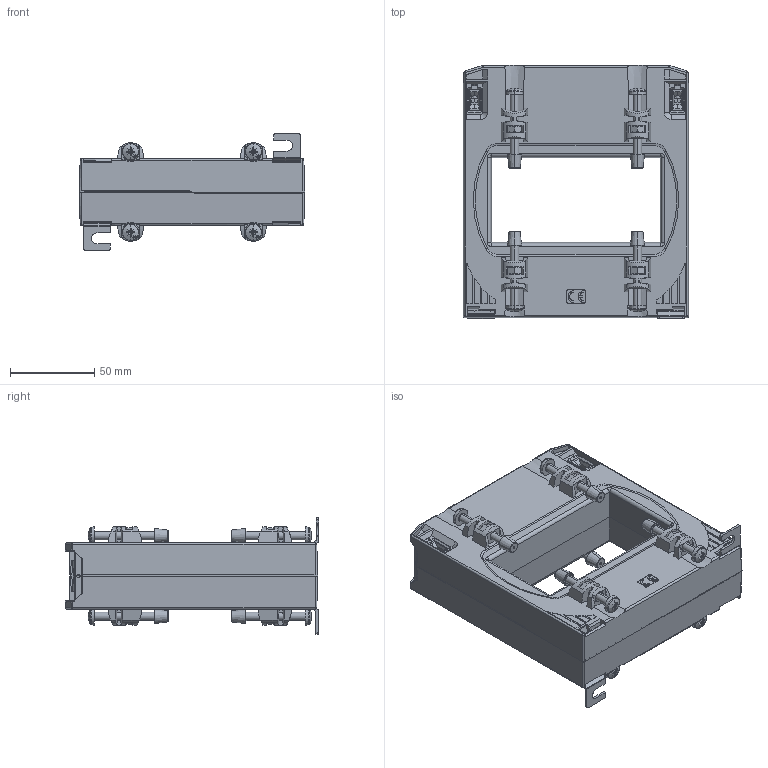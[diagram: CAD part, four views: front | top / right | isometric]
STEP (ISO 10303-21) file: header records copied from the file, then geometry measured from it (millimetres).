
FILE_DESCRIPTION((''),'2;1');
FILE_NAME('0000004390_SW0001','2021-12-14T14:06:03',('esors'),(''),'CREO PARAMETRIC BY PTC INC, 2018260','CREO PARAMETRIC BY PTC INC, 2018260','');
FILE_SCHEMA(('AUTOMOTIVE_DESIGN { 1 0 10303 214 1 1 1 1 }'));
Products named in the file (1): 0000004390_SW0001
Bounding box: 134 x 150.6 x 69.01 mm (x, y, z)
Volume: 158906.3 mm3; surface area: 157536.4 mm2
Topology: 7 solids, 7 shells, 3616 faces, 9700 edges, 6174 vertices
Faces by surface type: plane 2452, cylinder 396, cone 340, bspline 316, torus 96, sphere 16
Entity records: 135578 total; most frequent: CARTESIAN_POINT 48195, ORIENTED_EDGE 19400, DIRECTION 15198, EDGE_CURVE 9700, VECTOR 6336, LINE 6336, VERTEX_POINT 6174, AXIS2_PLACEMENT_3D 4431
